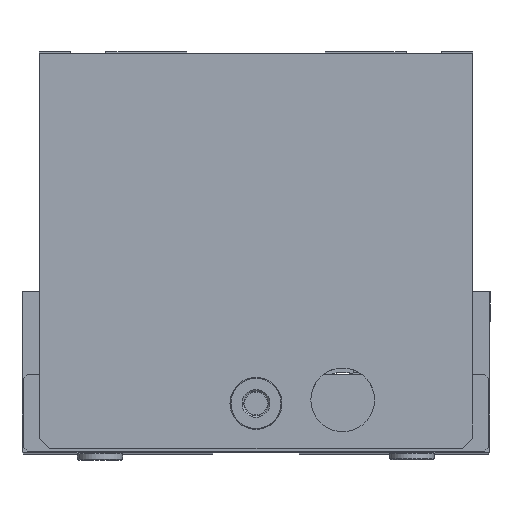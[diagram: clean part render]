
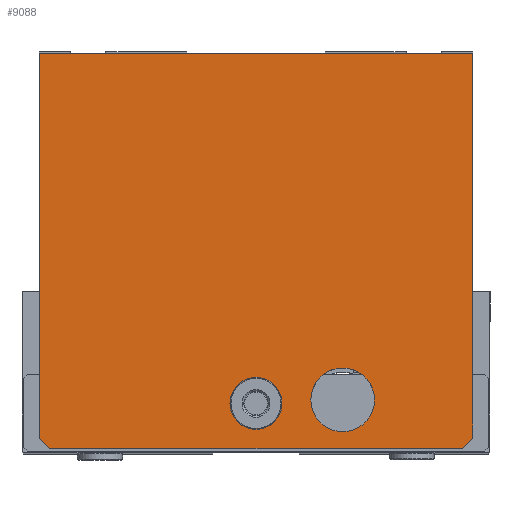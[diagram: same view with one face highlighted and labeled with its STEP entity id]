
A CAD part, top view. The second image highlights one B-rep face of the part: STEP entity #9088.
In plain terms, the highlighted planar face has unit normal (0, 0, 1).
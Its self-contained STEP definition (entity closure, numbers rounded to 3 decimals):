
#8994=CARTESIAN_POINT('',(-59.5,114.5,705.));
#8995=VERTEX_POINT('',#8994);
#8996=CARTESIAN_POINT('',(59.5,114.5,705.));
#8997=VERTEX_POINT('',#8996);
#8998=CARTESIAN_POINT('',(-59.5,114.5,705.));
#8999=DIRECTION('',(1.0,0.0,0.0));
#9000=VECTOR('',#8999,119.0);
#9001=LINE('',#8998,#9000);
#9002=EDGE_CURVE('',#8995,#8997,#9001,.T.);
#9020=CARTESIAN_POINT('',(0.,57.5,705.));
#9021=DIRECTION('',(0.0,0.0,-1.0));
#9022=DIRECTION('',(-1.0,0.0,0.0));
#9023=AXIS2_PLACEMENT_3D('',#9020,#9021,#9022);
#9024=PLANE('',#9023);
#9025=CARTESIAN_POINT('',(62.5,111.5,705.));
#9026=VERTEX_POINT('',#9025);
#9027=CARTESIAN_POINT('',(62.5,0.5,705.));
#9028=VERTEX_POINT('',#9027);
#9029=CARTESIAN_POINT('',(62.5,111.5,705.));
#9030=DIRECTION('',(0.0,-1.0,0.0));
#9031=VECTOR('',#9030,111.0);
#9032=LINE('',#9029,#9031);
#9033=EDGE_CURVE('',#9026,#9028,#9032,.T.);
#9034=ORIENTED_EDGE('',*,*,#9033,.F.);
#9035=CARTESIAN_POINT('',(59.5,114.5,705.));
#9036=DIRECTION('',(0.707,-0.707,0.0));
#9037=VECTOR('',#9036,4.243);
#9038=LINE('',#9035,#9037);
#9039=EDGE_CURVE('',#8997,#9026,#9038,.T.);
#9040=ORIENTED_EDGE('',*,*,#9039,.F.);
#9041=ORIENTED_EDGE('',*,*,#9002,.F.);
#9042=CARTESIAN_POINT('',(-62.5,111.5,705.));
#9043=VERTEX_POINT('',#9042);
#9044=CARTESIAN_POINT('',(-62.5,111.5,705.));
#9045=DIRECTION('',(0.707,0.707,0.0));
#9046=VECTOR('',#9045,4.243);
#9047=LINE('',#9044,#9046);
#9048=EDGE_CURVE('',#9043,#8995,#9047,.T.);
#9049=ORIENTED_EDGE('',*,*,#9048,.F.);
#9050=CARTESIAN_POINT('',(-62.5,0.5,705.));
#9051=VERTEX_POINT('',#9050);
#9052=CARTESIAN_POINT('',(-62.5,0.5,705.));
#9053=DIRECTION('',(0.0,1.0,0.0));
#9054=VECTOR('',#9053,111.0);
#9055=LINE('',#9052,#9054);
#9056=EDGE_CURVE('',#9051,#9043,#9055,.T.);
#9057=ORIENTED_EDGE('',*,*,#9056,.F.);
#9058=CARTESIAN_POINT('',(62.5,0.5,705.));
#9059=DIRECTION('',(-1.0,0.0,0.0));
#9060=VECTOR('',#9059,125.);
#9061=LINE('',#9058,#9060);
#9062=EDGE_CURVE('',#9028,#9051,#9061,.T.);
#9063=ORIENTED_EDGE('',*,*,#9062,.F.);
#9064=EDGE_LOOP('',(#9034,#9040,#9041,#9049,#9057,#9063));
#9065=FACE_OUTER_BOUND('',#9064,.T.);
#9066=CARTESIAN_POINT('',(7.5,101.5,705.));
#9067=VERTEX_POINT('',#9066);
#9068=CARTESIAN_POINT('',(0.,101.5,705.));
#9069=DIRECTION('',(0.0,0.0,-1.0));
#9070=DIRECTION('',(1.0,0.0,0.0));
#9071=AXIS2_PLACEMENT_3D('',#9068,#9069,#9070);
#9072=CIRCLE('',#9071,7.5);
#9073=EDGE_CURVE('',#9067,#9067,#9072,.T.);
#9074=ORIENTED_EDGE('',*,*,#9073,.T.);
#9075=EDGE_LOOP('',(#9074));
#9076=FACE_BOUND('',#9075,.T.);
#9077=CARTESIAN_POINT('',(-15.812,100.5,705.));
#9078=VERTEX_POINT('',#9077);
#9079=CARTESIAN_POINT('',(-25.,100.5,705.));
#9080=DIRECTION('',(0.0,0.0,-1.0));
#9081=DIRECTION('',(-1.0,0.0,0.0));
#9082=AXIS2_PLACEMENT_3D('',#9079,#9080,#9081);
#9083=CIRCLE('',#9082,9.188);
#9084=EDGE_CURVE('',#9078,#9078,#9083,.T.);
#9085=ORIENTED_EDGE('',*,*,#9084,.T.);
#9086=EDGE_LOOP('',(#9085));
#9087=FACE_BOUND('',#9086,.T.);
#9088=ADVANCED_FACE('',(#9065,#9076,#9087),#9024,.F.);
